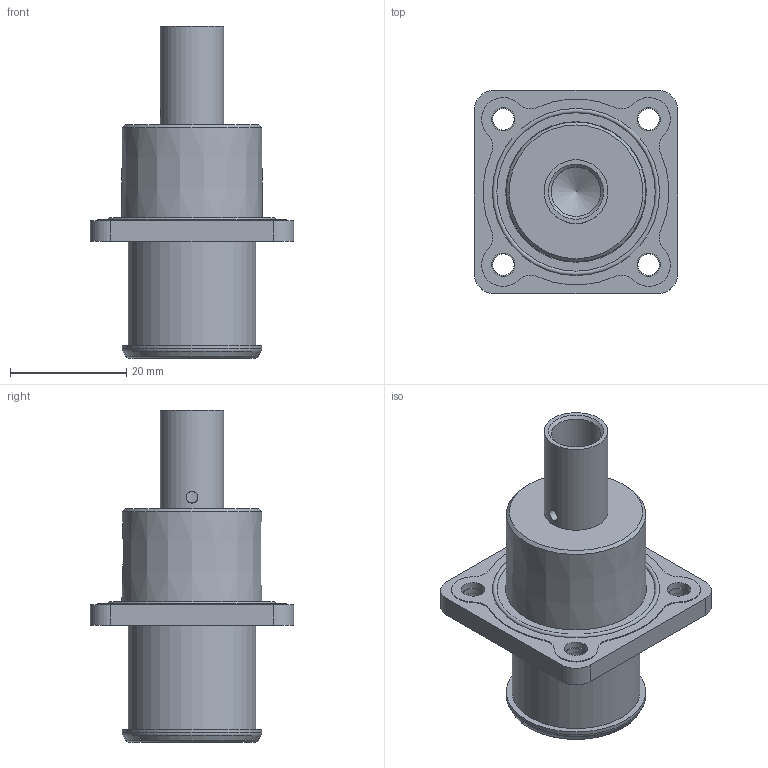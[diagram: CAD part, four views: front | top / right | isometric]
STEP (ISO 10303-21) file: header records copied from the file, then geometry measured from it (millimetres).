
FILE_DESCRIPTION(/* description */ (''),/* implementation_level */ '2;1');
FILE_NAME(/* name */ 'LIU-35-2.stp',/* time_stamp */ '2023-08-01T10:42:07+08:00',/* author */ (''),/* organization */ (''),/* preprocessor_version */ 'ST-DEVELOPER v11',/* originating_system */ 'SIEMENS PLM Software NX 7.5',/* authorisation */ '');
FILE_SCHEMA (('CONFIG_CONTROL_DESIGN'));
Length unit declared in the file: millimetre
Products named in the file (1): fangF026oszi
Bounding box: 35 x 35 x 57.1 mm (x, y, z)
Volume: 19832 mm3; surface area: 6846 mm2
Topology: 1 solids, 1 shells, 104 faces, 235 edges, 148 vertices
Faces by surface type: cylinder 50, plane 34, cone 11, torus 9
Full cylindrical faces by diameter (mm): 2 x1, 3.7 x4, 4 x4, 4.3 x4, 8.5 x1, 11 x1, 21.595 x1, 22 x1, 24 x1
Entity records: 2954 total; most frequent: CARTESIAN_POINT 567, DIRECTION 528, ORIENTED_EDGE 402, AXIS2_PLACEMENT_3D 224, EDGE_CURVE 201, EDGE_LOOP 155, VERTEX_POINT 141, CIRCLE 119
